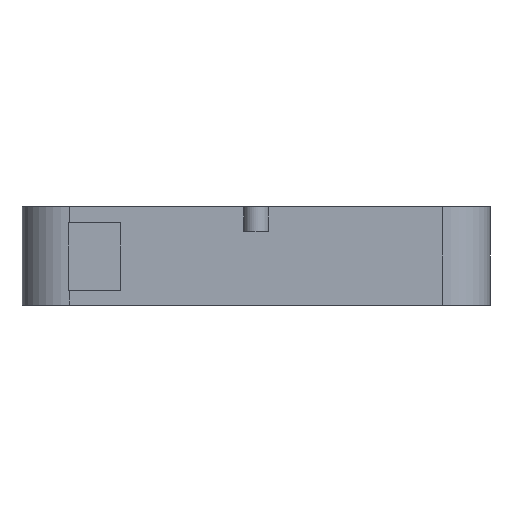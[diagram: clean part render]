
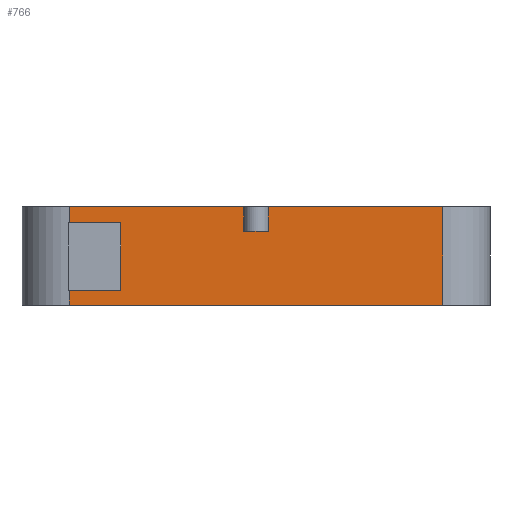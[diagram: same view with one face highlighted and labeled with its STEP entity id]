
A CAD part, front view. The second image highlights one B-rep face of the part: STEP entity #766.
In plain terms, the highlighted planar face has unit normal (0, -1, 0).
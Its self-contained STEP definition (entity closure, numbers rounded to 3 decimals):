
#4 = ORIENTED_EDGE ( 'NONE', *, *, #2254, .T. ) ;
#82 = EDGE_CURVE ( 'NONE', #2498, #1388, #2277, .T. ) ;
#89 = CARTESIAN_POINT ( 'NONE',  ( -151.472, -190., 0. ) ) ;
#123 = EDGE_CURVE ( 'NONE', #401, #600, #2251, .T. ) ;
#147 = EDGE_CURVE ( 'NONE', #1921, #2067, #714, .T. ) ;
#148 = CARTESIAN_POINT ( 'NONE',  ( -151.472, -190., 12. ) ) ;
#163 = EDGE_CURVE ( 'NONE', #269, #600, #1042, .T. ) ;
#192 = VECTOR ( 'NONE', #2044, 1000. ) ;
#198 = CARTESIAN_POINT ( 'NONE',  ( -10., -190., 60. ) ) ;
#254 = CARTESIAN_POINT ( 'NONE',  ( -151.472, -190., 10. ) ) ;
#269 = VERTEX_POINT ( 'NONE', #1686 ) ;
#277 = ORIENTED_EDGE ( 'NONE', *, *, #1107, .T. ) ;
#280 = ORIENTED_EDGE ( 'NONE', *, *, #294, .T. ) ;
#291 = EDGE_CURVE ( 'NONE', #1388, #980, #318, .T. ) ;
#294 = EDGE_CURVE ( 'NONE', #2498, #1921, #1342, .T. ) ;
#308 = VECTOR ( 'NONE', #1768, 1000. ) ;
#318 = LINE ( 'NONE', #909, #765 ) ;
#324 = EDGE_CURVE ( 'NONE', #1285, #2067, #707, .T. ) ;
#330 = ORIENTED_EDGE ( 'NONE', *, *, #147, .T. ) ;
#343 = ORIENTED_EDGE ( 'NONE', *, *, #2390, .T. ) ;
#344 = VERTEX_POINT ( 'NONE', #2056 ) ;
#373 = CARTESIAN_POINT ( 'NONE',  ( 151.472, -190., 0. ) ) ;
#401 = VERTEX_POINT ( 'NONE', #148 ) ;
#442 = DIRECTION ( 'NONE',  ( 1., 0., 0. ) ) ;
#457 = CARTESIAN_POINT ( 'NONE',  ( -151.472, -190., 10. ) ) ;
#460 = VECTOR ( 'NONE', #1114, 1000. ) ;
#482 = AXIS2_PLACEMENT_3D ( 'NONE', #254, #1973, #646 ) ;
#556 = CARTESIAN_POINT ( 'NONE',  ( -5., -190., 80. ) ) ;
#580 = VECTOR ( 'NONE', #620, 1000. ) ;
#600 = VERTEX_POINT ( 'NONE', #1556 ) ;
#620 = DIRECTION ( 'NONE',  ( 0., 0., -1. ) ) ;
#633 = VERTEX_POINT ( 'NONE', #2139 ) ;
#646 = DIRECTION ( 'NONE',  ( 0., 0., 1. ) ) ;
#658 = CARTESIAN_POINT ( 'NONE',  ( -152., -190., 67. ) ) ;
#677 = LINE ( 'NONE', #89, #737 ) ;
#707 = LINE ( 'NONE', #1481, #192 ) ;
#714 = LINE ( 'NONE', #1454, #1111 ) ;
#725 = ORIENTED_EDGE ( 'NONE', *, *, #1311, .F. ) ;
#737 = VECTOR ( 'NONE', #1828, 1000. ) ;
#760 = CARTESIAN_POINT ( 'NONE',  ( 151.472, -190., 80. ) ) ;
#765 = VECTOR ( 'NONE', #442, 1000. ) ;
#766 = ADVANCED_FACE ( 'NONE', ( #982 ), #1797, .F. ) ;
#773 = DIRECTION ( 'NONE',  ( 0., 0., -1. ) ) ;
#778 = ORIENTED_EDGE ( 'NONE', *, *, #2413, .T. ) ;
#815 = CARTESIAN_POINT ( 'NONE',  ( -110., -190., 67. ) ) ;
#816 = ORIENTED_EDGE ( 'NONE', *, *, #324, .F. ) ;
#903 = CARTESIAN_POINT ( 'NONE',  ( -10., -190., 60. ) ) ;
#909 = CARTESIAN_POINT ( 'NONE',  ( -151.472, -190., 80. ) ) ;
#913 = LINE ( 'NONE', #457, #1867 ) ;
#924 = CARTESIAN_POINT ( 'NONE',  ( -151.472, -190., 80. ) ) ;
#978 = LINE ( 'NONE', #2448, #460 ) ;
#980 = VERTEX_POINT ( 'NONE', #2186 ) ;
#982 = FACE_OUTER_BOUND ( 'NONE', #1891, .T. ) ;
#988 = VERTEX_POINT ( 'NONE', #1999 ) ;
#993 = DIRECTION ( 'NONE',  ( 0., 0., 1. ) ) ;
#1020 = CARTESIAN_POINT ( 'NONE',  ( -10., -190., 80. ) ) ;
#1042 = LINE ( 'NONE', #815, #580 ) ;
#1062 = VERTEX_POINT ( 'NONE', #1618 ) ;
#1073 = VECTOR ( 'NONE', #2009, 1000. ) ;
#1078 = EDGE_CURVE ( 'NONE', #1249, #2193, #677, .T. ) ;
#1107 = EDGE_CURVE ( 'NONE', #344, #988, #1573, .T. ) ;
#1111 = VECTOR ( 'NONE', #993, 1000. ) ;
#1114 = DIRECTION ( 'NONE',  ( 1., 0., 0. ) ) ;
#1160 = CARTESIAN_POINT ( 'NONE',  ( -151.472, -190., 10. ) ) ;
#1177 = VECTOR ( 'NONE', #1629, 1000. ) ;
#1249 = VERTEX_POINT ( 'NONE', #1870 ) ;
#1271 = CARTESIAN_POINT ( 'NONE',  ( -5., -190., 60. ) ) ;
#1285 = VERTEX_POINT ( 'NONE', #924 ) ;
#1304 = VECTOR ( 'NONE', #2191, 1000. ) ;
#1311 = EDGE_CURVE ( 'NONE', #1062, #2197, #978, .T. ) ;
#1342 = LINE ( 'NONE', #903, #2241 ) ;
#1388 = VERTEX_POINT ( 'NONE', #556 ) ;
#1436 = CARTESIAN_POINT ( 'NONE',  ( 10., -190., 60. ) ) ;
#1441 = ORIENTED_EDGE ( 'NONE', *, *, #2296, .T. ) ;
#1454 = CARTESIAN_POINT ( 'NONE',  ( -10., -190., 60. ) ) ;
#1481 = CARTESIAN_POINT ( 'NONE',  ( -151.472, -190., 80. ) ) ;
#1556 = CARTESIAN_POINT ( 'NONE',  ( -110., -190., 12. ) ) ;
#1573 = LINE ( 'NONE', #2195, #1073 ) ;
#1580 = CARTESIAN_POINT ( 'NONE',  ( -152., -190., 12. ) ) ;
#1582 = CARTESIAN_POINT ( 'NONE',  ( 151.472, -190., 10. ) ) ;
#1583 = EDGE_CURVE ( 'NONE', #2197, #2193, #1846, .T. ) ;
#1618 = CARTESIAN_POINT ( 'NONE',  ( 10., -190., 80. ) ) ;
#1629 = DIRECTION ( 'NONE',  ( 0., 0., 1. ) ) ;
#1642 = DIRECTION ( 'NONE',  ( 1., 0., 0. ) ) ;
#1651 = VECTOR ( 'NONE', #1757, 1000. ) ;
#1686 = CARTESIAN_POINT ( 'NONE',  ( -110., -190., 67. ) ) ;
#1708 = LINE ( 'NONE', #1943, #1651 ) ;
#1757 = DIRECTION ( 'NONE',  ( 0., 0., 1. ) ) ;
#1764 = VECTOR ( 'NONE', #1837, 1000. ) ;
#1768 = DIRECTION ( 'NONE',  ( 0., 0., -1. ) ) ;
#1775 = ORIENTED_EDGE ( 'NONE', *, *, #123, .F. ) ;
#1797 = PLANE ( 'NONE',  #482 ) ;
#1799 = DIRECTION ( 'NONE',  ( 0., 0., -1. ) ) ;
#1807 = LINE ( 'NONE', #658, #1304 ) ;
#1828 = DIRECTION ( 'NONE',  ( 1., 0., 0. ) ) ;
#1837 = DIRECTION ( 'NONE',  ( 0., 0., 1. ) ) ;
#1843 = VECTOR ( 'NONE', #773, 1000. ) ;
#1846 = LINE ( 'NONE', #1582, #308 ) ;
#1859 = ORIENTED_EDGE ( 'NONE', *, *, #82, .F. ) ;
#1867 = VECTOR ( 'NONE', #1799, 1000. ) ;
#1870 = CARTESIAN_POINT ( 'NONE',  ( -151.472, -190., 0. ) ) ;
#1891 = EDGE_LOOP ( 'NONE', ( #343, #778, #1989, #1775, #4, #2503, #2088, #725, #2189, #277, #1441, #2181, #1859, #280, #330, #816 ) ) ;
#1921 = VERTEX_POINT ( 'NONE', #198 ) ;
#1943 = CARTESIAN_POINT ( 'NONE',  ( 5., -190., 60. ) ) ;
#1961 = CARTESIAN_POINT ( 'NONE',  ( -5., -190., 60. ) ) ;
#1973 = DIRECTION ( 'NONE',  ( 0., 1., 0. ) ) ;
#1989 = ORIENTED_EDGE ( 'NONE', *, *, #163, .T. ) ;
#1999 = CARTESIAN_POINT ( 'NONE',  ( 5., -190., 60. ) ) ;
#2009 = DIRECTION ( 'NONE',  ( -1., 0., 0. ) ) ;
#2044 = DIRECTION ( 'NONE',  ( 1., 0., 0. ) ) ;
#2056 = CARTESIAN_POINT ( 'NONE',  ( 10., -190., 60. ) ) ;
#2067 = VERTEX_POINT ( 'NONE', #1020 ) ;
#2088 = ORIENTED_EDGE ( 'NONE', *, *, #1583, .F. ) ;
#2139 = CARTESIAN_POINT ( 'NONE',  ( -151.472, -190., 67. ) ) ;
#2181 = ORIENTED_EDGE ( 'NONE', *, *, #291, .F. ) ;
#2186 = CARTESIAN_POINT ( 'NONE',  ( 5., -190., 80. ) ) ;
#2189 = ORIENTED_EDGE ( 'NONE', *, *, #2456, .F. ) ;
#2191 = DIRECTION ( 'NONE',  ( 1., 0., 0. ) ) ;
#2193 = VERTEX_POINT ( 'NONE', #373 ) ;
#2195 = CARTESIAN_POINT ( 'NONE',  ( 5., -190., 60. ) ) ;
#2197 = VERTEX_POINT ( 'NONE', #760 ) ;
#2241 = VECTOR ( 'NONE', #2425, 1000. ) ;
#2249 = VECTOR ( 'NONE', #1642, 1000. ) ;
#2251 = LINE ( 'NONE', #1580, #2249 ) ;
#2254 = EDGE_CURVE ( 'NONE', #401, #1249, #2348, .T. ) ;
#2257 = LINE ( 'NONE', #1436, #1177 ) ;
#2277 = LINE ( 'NONE', #1961, #1764 ) ;
#2296 = EDGE_CURVE ( 'NONE', #988, #980, #1708, .T. ) ;
#2348 = LINE ( 'NONE', #1160, #1843 ) ;
#2390 = EDGE_CURVE ( 'NONE', #1285, #633, #913, .T. ) ;
#2413 = EDGE_CURVE ( 'NONE', #633, #269, #1807, .T. ) ;
#2425 = DIRECTION ( 'NONE',  ( -1., 0., 0. ) ) ;
#2448 = CARTESIAN_POINT ( 'NONE',  ( -151.472, -190., 80. ) ) ;
#2456 = EDGE_CURVE ( 'NONE', #344, #1062, #2257, .T. ) ;
#2498 = VERTEX_POINT ( 'NONE', #1271 ) ;
#2503 = ORIENTED_EDGE ( 'NONE', *, *, #1078, .T. ) ;
